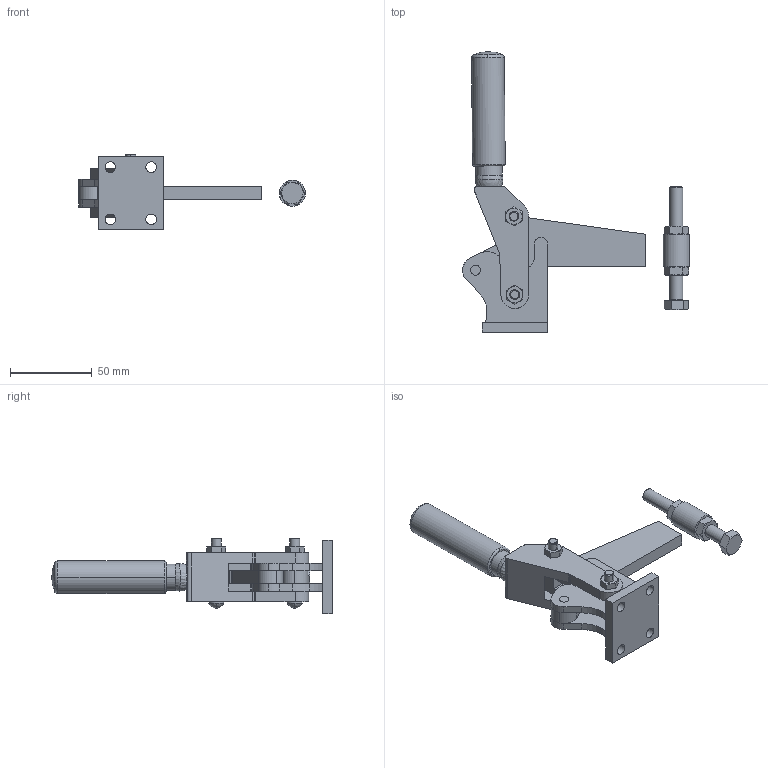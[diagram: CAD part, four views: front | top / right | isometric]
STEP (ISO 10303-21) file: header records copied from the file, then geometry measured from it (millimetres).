
FILE_DESCRIPTION((''),'2;1');
FILE_NAME('M18TB.stp','2006-07-12T08:05:41',('Matthew'),(''),'Autodesk Inventor 8','Autodesk Inventor 8','');
FILE_SCHEMA(('AUTOMOTIVE_DESIGN { 1 0 10303 214 1 1 1 1 }'));
Length unit declared in the file: millimetre
Products named in the file (7): M18TB; M18TB1; M18TB2; M18TB3; M18TB4; M18TB5; M18TB6
Assembly tree (6 placements, depth 2):
  M18TB
    M18TB1
    M18TB2
    M18TB3
    M18TB4
    M18TB5
    M18TB6
Bounding box: 138.99 x 171.84 x 46.5 mm (x, y, z)
Volume: 112015 mm3; surface area: 44370.2 mm2
Topology: 6 solids, 6 shells, 271 faces, 682 edges, 435 vertices
Faces by surface type: cylinder 102, plane 94, cone 62, sphere 7, torus 4, bspline 2
Entity records: 8424 total; most frequent: CARTESIAN_POINT 1701, DIRECTION 1461, ORIENTED_EDGE 1354, EDGE_CURVE 677, AXIS2_PLACEMENT_3D 587, VERTEX_POINT 434, EDGE_LOOP 315, CIRCLE 305
